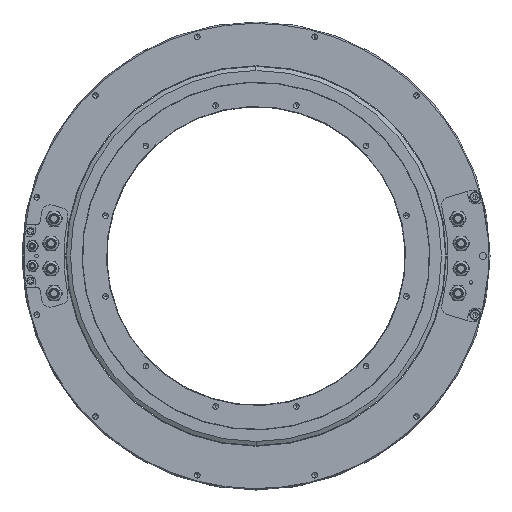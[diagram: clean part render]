
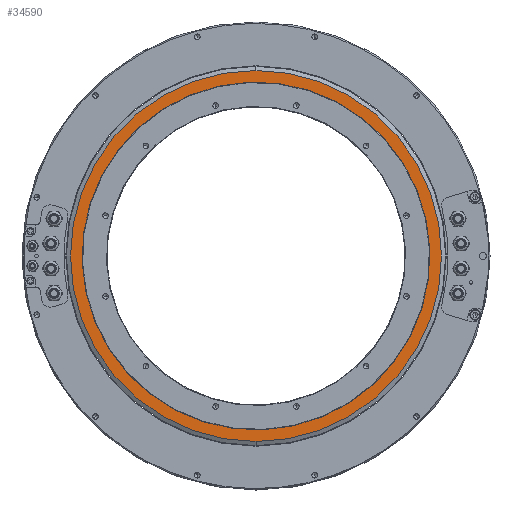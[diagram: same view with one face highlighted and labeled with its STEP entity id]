
A CAD part, left-side view. The second image highlights one B-rep face of the part: STEP entity #34590.
In plain terms, the highlighted planar face has unit normal (-1, 0, 0).
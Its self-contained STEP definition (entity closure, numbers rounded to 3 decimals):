
#32873=CARTESIAN_POINT('',(-28.,0.,0.));
#32874=DIRECTION('',(1.,0.,0.));
#32875=DIRECTION('',(0.,0.991,0.131));
#32876=AXIS2_PLACEMENT_3D('',#32873,#32874,#32875);
#32887=CARTESIAN_POINT('',(-28.,0.,0.));
#32888=DIRECTION('',(1.,0.,0.));
#32889=DIRECTION('',(0.,0.,-1.));
#32890=AXIS2_PLACEMENT_3D('',#32887,#32888,#32889);
#32892=CARTESIAN_POINT('',(-28.,0.,0.));
#32893=DIRECTION('',(1.,0.,0.));
#32894=DIRECTION('',(0.,0.,1.));
#32895=AXIS2_PLACEMENT_3D('',#32892,#32893,#32894);
#33715=CARTESIAN_POINT('',(-28.,0.,0.));
#33716=DIRECTION('',(1.,0.,0.));
#33717=DIRECTION('',(0.,-0.991,-0.131));
#33718=AXIS2_PLACEMENT_3D('',#33715,#33716,#33717);
#34363=CARTESIAN_POINT('',(-28.,0.,-223.95));
#34364=CARTESIAN_POINT('',(-28.,0.,223.95));
#34365=VERTEX_POINT('',#34363);
#34366=VERTEX_POINT('',#34364);
#34383=CARTESIAN_POINT('',(-28.,208.203,27.411));
#34384=CARTESIAN_POINT('',(-28.,-208.203,-27.411));
#34385=VERTEX_POINT('',#34383);
#34386=VERTEX_POINT('',#34384);
#34574=CARTESIAN_POINT('',(-28.,0.,0.));
#34575=DIRECTION('',(-1.,0.,0.));
#34576=DIRECTION('',(0.,0.,1.));
#34577=AXIS2_PLACEMENT_3D('',#34574,#34575,#34576);
#34578=PLANE('',#34577);
#34580=ORIENTED_EDGE('',*,*,#34579,.T.);
#34582=ORIENTED_EDGE('',*,*,#34581,.T.);
#34583=EDGE_LOOP('',(#34580,#34582));
#34584=FACE_OUTER_BOUND('',#34583,.F.);
#34585=ORIENTED_EDGE('',*,*,#34564,.F.);
#34587=ORIENTED_EDGE('',*,*,#34586,.F.);
#34588=EDGE_LOOP('',(#34585,#34587));
#34589=FACE_BOUND('',#34588,.F.);
#32877=CIRCLE('',#32876,210.);
#32891=CIRCLE('',#32890,223.95);
#32896=CIRCLE('',#32895,223.95);
#33719=CIRCLE('',#33718,210.);
#34564=EDGE_CURVE('',#34385,#34386,#32877,.T.);
#34579=EDGE_CURVE('',#34365,#34366,#32891,.T.);
#34581=EDGE_CURVE('',#34366,#34365,#32896,.T.);
#34586=EDGE_CURVE('',#34386,#34385,#33719,.T.);
#34590=ADVANCED_FACE('',(#34584,#34589),#34578,.T.);
